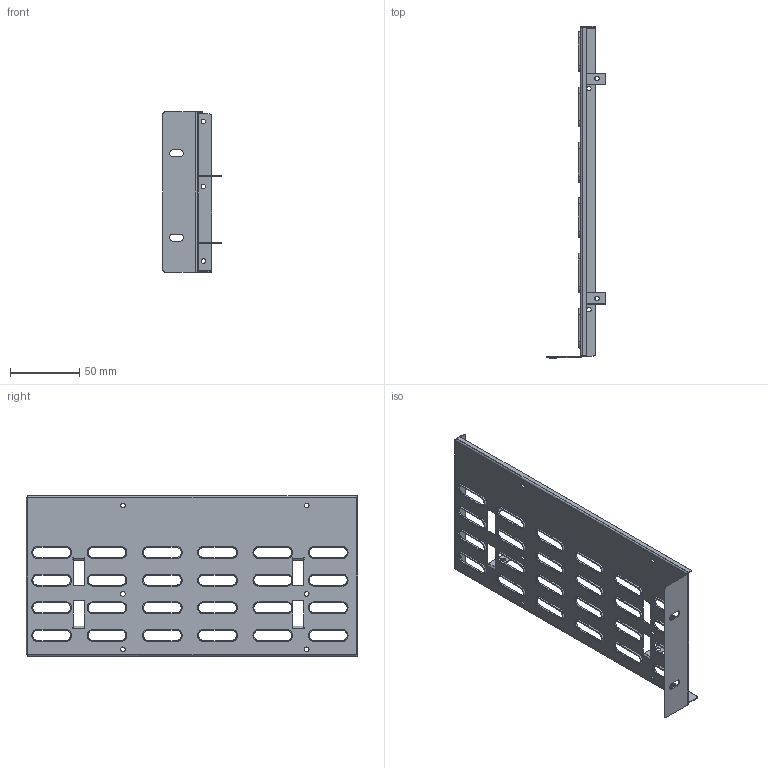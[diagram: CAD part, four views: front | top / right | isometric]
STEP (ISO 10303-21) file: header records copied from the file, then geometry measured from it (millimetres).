
FILE_DESCRIPTION (( 'STEP AP203' ), '1' );
FILE_NAME ('Condensor coil_LHS.STEP', '2024-06-20T10:24:26', ( '' ), ( '' ), 'SwSTEP 2.0', 'SolidWorks 2024', '' );
FILE_SCHEMA (( 'CONFIG_CONTROL_DESIGN' ));
Length unit declared in the file: millimetre
Products named in the file (1): Condensor coil_LHS
Bounding box: 42.4 x 240 x 116 mm (x, y, z)
Volume: 19307.6 mm3; surface area: 66104.7 mm2
Topology: 1 solids, 1 shells, 476 faces, 1192 edges, 742 vertices
Faces by surface type: plane 272, cylinder 104, cone 96, bspline 4
Entity records: 14479 total; most frequent: CARTESIAN_POINT 2623, DIRECTION 2476, ORIENTED_EDGE 2384, EDGE_CURVE 1192, VECTOR 838, LINE 838, AXIS2_PLACEMENT_3D 819, VERTEX_POINT 742
